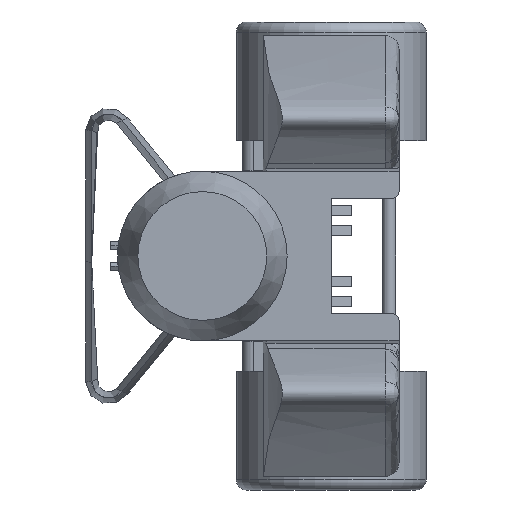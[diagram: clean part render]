
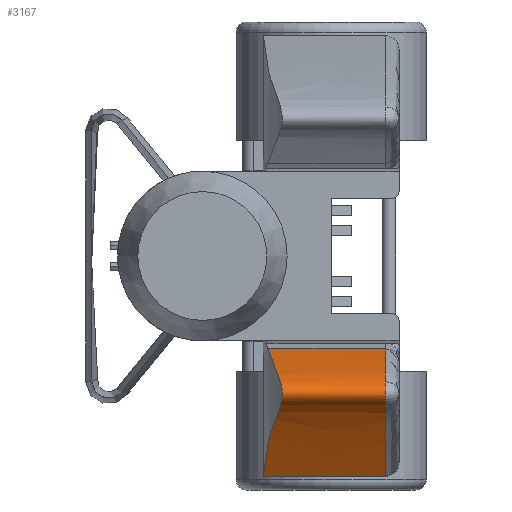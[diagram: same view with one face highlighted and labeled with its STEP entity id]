
A CAD part, left-side view. The second image highlights one B-rep face of the part: STEP entity #3167.
In plain terms, the highlighted free-form (B-spline) face has degree [2, 1] with [3, 2] control points.
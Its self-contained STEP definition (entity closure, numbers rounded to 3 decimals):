
#40=B_SPLINE_CURVE_WITH_KNOTS('',3,(#4609,#4610,#4611,#4612,#4613,#4614,
#4615,#4616,#4617),.UNSPECIFIED.,.F.,.F.,(4,1,1,1,1,1,4),(-3.422,
-1.987,-1.031,-0.553,-0.314,
-0.194,-0.075),.UNSPECIFIED.);
#46=B_SPLINE_CURVE_WITH_KNOTS('',3,(#4764,#4765,#4766,#4767,#4768,#4769,
#4770,#4771),.UNSPECIFIED.,.F.,.F.,(4,1,1,1,1,4),(0.074,0.183,
0.292,0.727,1.162,1.597),
 .UNSPECIFIED.);
#48=B_SPLINE_CURVE_WITH_KNOTS('',3,(#4863,#4864,#4865,#4866,#4867,#4868,
#4869,#4870,#4871),.UNSPECIFIED.,.F.,.F.,(4,1,1,1,1,1,4),(-1.,-0.857,
-0.571,-0.429,-0.286,-0.143,
0.),.UNSPECIFIED.);
#49=B_SPLINE_CURVE_WITH_KNOTS('',3,(#4881,#4882,#4883,#4884,#4885,#4886,
#4887,#4888,#4889,#4890,#4891,#4892,#4893,#4894,#4895,#4896,#4897,#4898,
#4899,#4900,#4901,#4902,#4903,#4904),.UNSPECIFIED.,.F.,.F.,(4,2,2,2,2,2,
2,2,2,2,2,4),(0.,1.798,2.626,2.89,3.061,
3.216,3.417,3.782,4.573,5.802,
7.702,8.338),.UNSPECIFIED.);
#179=(
BOUNDED_SURFACE()
B_SPLINE_SURFACE(2,1,((#4872,#4873),(#4874,#4875),(#4876,#4877)),
 .UNSPECIFIED.,.F.,.F.,.F.)
B_SPLINE_SURFACE_WITH_KNOTS((3,3),(2,2),(0.,6.452),(0.,2.4),
 .UNSPECIFIED.)
GEOMETRIC_REPRESENTATION_ITEM()
RATIONAL_B_SPLINE_SURFACE(((1.,1.),(2.809,2.809),
(1.345,1.345)))
REPRESENTATION_ITEM('')
SURFACE()
);
#304=LINE('',#4879,#544);
#305=LINE('',#4905,#545);
#544=VECTOR('',#3706,10.);
#545=VECTOR('',#3707,10.);
#843=FACE_OUTER_BOUND('',#1033,.T.);
#1033=EDGE_LOOP('',(#2204,#2205,#2206,#2207,#2208,#2209));
#1369=VERTEX_POINT('',#4601);
#1371=VERTEX_POINT('',#4608);
#1375=VERTEX_POINT('',#4703);
#1377=VERTEX_POINT('',#4754);
#1379=VERTEX_POINT('',#4878);
#1380=VERTEX_POINT('',#4880);
#1684=EDGE_CURVE('',#1371,#1369,#40,.T.);
#1693=EDGE_CURVE('',#1377,#1375,#46,.T.);
#1696=EDGE_CURVE('',#1369,#1377,#48,.T.);
#1697=EDGE_CURVE('',#1375,#1379,#304,.T.);
#1698=EDGE_CURVE('',#1379,#1380,#49,.T.);
#1699=EDGE_CURVE('',#1371,#1380,#305,.T.);
#2204=ORIENTED_EDGE('',*,*,#1693,.T.);
#2205=ORIENTED_EDGE('',*,*,#1697,.T.);
#2206=ORIENTED_EDGE('',*,*,#1698,.T.);
#2207=ORIENTED_EDGE('',*,*,#1699,.F.);
#2208=ORIENTED_EDGE('',*,*,#1684,.T.);
#2209=ORIENTED_EDGE('',*,*,#1696,.T.);
#3167=ADVANCED_FACE('',(#843),#179,.T.);
#3706=DIRECTION('',(0.,1.,0.));
#3707=DIRECTION('',(0.,1.,0.));
#4601=CARTESIAN_POINT('',(2.624,2.,-21.954));
#4608=CARTESIAN_POINT('',(35.,2.,-32.5));
#4609=CARTESIAN_POINT('Ctrl Pts',(35.,2.,-32.5));
#4610=CARTESIAN_POINT('Ctrl Pts',(30.388,2.,-31.219));
#4611=CARTESIAN_POINT('Ctrl Pts',(22.718,2.,-29.059));
#4612=CARTESIAN_POINT('Ctrl Pts',(13.475,2.,-26.28));
#4613=CARTESIAN_POINT('Ctrl Pts',(8.122,2.,-24.462));
#4614=CARTESIAN_POINT('Ctrl Pts',(5.437,2.,-23.402));
#4615=CARTESIAN_POINT('Ctrl Pts',(3.872,2.,-22.678));
#4616=CARTESIAN_POINT('Ctrl Pts',(3.062,2.,-22.241));
#4617=CARTESIAN_POINT('Ctrl Pts',(2.624,2.,-21.954));
#4703=CARTESIAN_POINT('',(17.671,2.,-13.699));
#4754=CARTESIAN_POINT('',(2.695,2.,-18.564));
#4764=CARTESIAN_POINT('Ctrl Pts',(2.695,2.,-18.564));
#4765=CARTESIAN_POINT('Ctrl Pts',(3.104,2.,-18.32));
#4766=CARTESIAN_POINT('Ctrl Pts',(3.856,2.,-17.947));
#4767=CARTESIAN_POINT('Ctrl Pts',(6.043,2.,-17.033));
#4768=CARTESIAN_POINT('Ctrl Pts',(9.233,2.,-16.004));
#4769=CARTESIAN_POINT('Ctrl Pts',(13.414,2.,-14.809));
#4770=CARTESIAN_POINT('Ctrl Pts',(16.259,2.,-14.062));
#4771=CARTESIAN_POINT('Ctrl Pts',(17.671,2.,-13.699));
#4863=CARTESIAN_POINT('Ctrl Pts',(2.624,2.,-21.954));
#4864=CARTESIAN_POINT('Ctrl Pts',(2.348,2.,-21.774));
#4865=CARTESIAN_POINT('Ctrl Pts',(1.661,2.,-21.253));
#4866=CARTESIAN_POINT('Ctrl Pts',(1.234,2.,-20.617));
#4867=CARTESIAN_POINT('Ctrl Pts',(1.245,2.,-19.998));
#4868=CARTESIAN_POINT('Ctrl Pts',(1.477,2.,-19.534));
#4869=CARTESIAN_POINT('Ctrl Pts',(1.938,2.,-19.061));
#4870=CARTESIAN_POINT('Ctrl Pts',(2.411,2.,-18.733));
#4871=CARTESIAN_POINT('Ctrl Pts',(2.695,2.,-18.564));
#4872=CARTESIAN_POINT('Ctrl Pts',(35.,0.,-32.5));
#4873=CARTESIAN_POINT('Ctrl Pts',(35.,24.,-32.5));
#4874=CARTESIAN_POINT('Ctrl Pts',(-8.471,0.,-20.425));
#4875=CARTESIAN_POINT('Ctrl Pts',(-8.471,24.,-20.425));
#4876=CARTESIAN_POINT('Ctrl Pts',(17.671,0.,-13.699));
#4877=CARTESIAN_POINT('Ctrl Pts',(17.671,24.,-13.699));
#4878=CARTESIAN_POINT('',(17.671,19.364,-13.699));
#4879=CARTESIAN_POINT('',(17.671,0.,-13.699));
#4880=CARTESIAN_POINT('',(35.,20.,-32.5));
#4881=CARTESIAN_POINT('Ctrl Pts',(17.671,19.364,-13.699));
#4882=CARTESIAN_POINT('Ctrl Pts',(11.885,18.876,-15.188));
#4883=CARTESIAN_POINT('Ctrl Pts',(7.202,18.198,-16.528));
#4884=CARTESIAN_POINT('Ctrl Pts',(3.083,17.544,-18.284));
#4885=CARTESIAN_POINT('Ctrl Pts',(2.231,17.397,-18.787));
#4886=CARTESIAN_POINT('Ctrl Pts',(1.594,17.286,-19.419));
#4887=CARTESIAN_POINT('Ctrl Pts',(1.45,17.26,-19.597));
#4888=CARTESIAN_POINT('Ctrl Pts',(1.296,17.234,-19.923));
#4889=CARTESIAN_POINT('Ctrl Pts',(1.259,17.227,-20.058));
#4890=CARTESIAN_POINT('Ctrl Pts',(1.245,17.224,-20.329));
#4891=CARTESIAN_POINT('Ctrl Pts',(1.264,17.228,-20.455));
#4892=CARTESIAN_POINT('Ctrl Pts',(1.356,17.244,-20.736));
#4893=CARTESIAN_POINT('Ctrl Pts',(1.442,17.259,-20.882));
#4894=CARTESIAN_POINT('Ctrl Pts',(1.722,17.308,-21.256));
#4895=CARTESIAN_POINT('Ctrl Pts',(1.972,17.352,-21.483));
#4896=CARTESIAN_POINT('Ctrl Pts',(2.853,17.502,-22.147));
#4897=CARTESIAN_POINT('Ctrl Pts',(3.762,17.656,-22.649));
#4898=CARTESIAN_POINT('Ctrl Pts',(7.146,18.18,-24.13));
#4899=CARTESIAN_POINT('Ctrl Pts',(9.98,18.582,-25.12));
#4900=CARTESIAN_POINT('Ctrl Pts',(18.464,19.503,-27.824));
#4901=CARTESIAN_POINT('Ctrl Pts',(23.875,19.865,-29.375));
#4902=CARTESIAN_POINT('Ctrl Pts',(31.28,20.012,-31.463));
#4903=CARTESIAN_POINT('Ctrl Pts',(33.14,20.02,-31.983));
#4904=CARTESIAN_POINT('Ctrl Pts',(35.,20.,-32.5));
#4905=CARTESIAN_POINT('',(35.,0.,-32.5));
